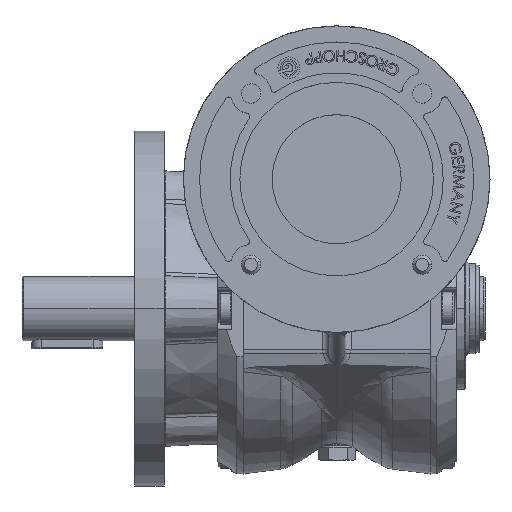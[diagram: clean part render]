
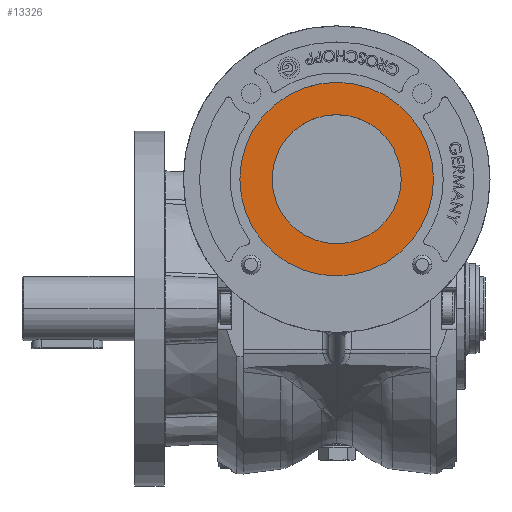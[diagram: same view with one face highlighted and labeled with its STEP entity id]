
A CAD part, top view. The second image highlights one B-rep face of the part: STEP entity #13326.
In plain terms, the highlighted planar face has unit normal (0, 0, 1).
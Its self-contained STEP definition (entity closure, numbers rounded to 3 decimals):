
#2705 = VERTEX_POINT ( 'NONE', #25111 ) ;
#3530 = DIRECTION ( 'NONE',  ( 1., 0., 0. ) ) ;
#4954 = AXIS2_PLACEMENT_3D ( 'NONE', #19071, #19011, #3530 ) ;
#5638 = VERTEX_POINT ( 'NONE', #27332 ) ;
#5902 = VERTEX_POINT ( 'NONE', #47282 ) ;
#5996 = EDGE_CURVE ( 'Defeature ausgef�hrt5_892+Defeature ausgef�hrt5_893+Defeature ausgef�hrt5_893+Defeature ausgef�hrt5_893', #38614, #2705, #6703, .T. ) ;
#6333 = AXIS2_PLACEMENT_3D ( 'NONE', #34383, #11140, #38304 ) ;
#6703 = CIRCLE ( 'NONE', #4954, 30. ) ;
#11140 = DIRECTION ( 'NONE',  ( 0., 0., 1. ) ) ;
#13326 = ADVANCED_FACE ( 'Defeature ausgef�hrt5_892', ( #42763, #44092 ), #14652, .T. ) ;
#14412 = DIRECTION ( 'NONE',  ( 1., 0., 0. ) ) ;
#14462 = DIRECTION ( 'NONE',  ( 0., 0., 1. ) ) ;
#14471 = CARTESIAN_POINT ( 'NONE',  ( 0., 40., 64.1 ) ) ;
#14652 = PLANE ( 'NONE',  #44840 ) ;
#15434 = CARTESIAN_POINT ( 'NONE',  ( 30., 40., 64.1 ) ) ;
#16436 = CIRCLE ( 'NONE', #22238, 20. ) ;
#17003 = DIRECTION ( 'NONE',  ( 1., 0., 0. ) ) ;
#17846 = EDGE_CURVE ( 'Defeature ausgef�hrt5_891+Defeature ausgef�hrt5_892+Defeature ausgef�hrt5_892+Defeature ausgef�hrt5_892', #5902, #5638, #22637, .T. ) ;
#18135 = EDGE_CURVE ( 'Defeature ausgef�hrt5_891+Defeature ausgef�hrt5_892+Defeature ausgef�hrt5_892+Defeature ausgef�hrt5_892', #5638, #5902, #16436, .T. ) ;
#19011 = DIRECTION ( 'NONE',  ( 0., 0., 1. ) ) ;
#19071 = CARTESIAN_POINT ( 'NONE',  ( 0., 40., 64.1 ) ) ;
#20667 = AXIS2_PLACEMENT_3D ( 'NONE', #25343, #25302, #25239 ) ;
#22238 = AXIS2_PLACEMENT_3D ( 'NONE', #32584, #32524, #17003 ) ;
#22637 = CIRCLE ( 'NONE', #20667, 20. ) ;
#25111 = CARTESIAN_POINT ( 'NONE',  ( -30., 40., 64.1 ) ) ;
#25239 = DIRECTION ( 'NONE',  ( 1., 0., 0. ) ) ;
#25302 = DIRECTION ( 'NONE',  ( 0., 0., 1. ) ) ;
#25343 = CARTESIAN_POINT ( 'NONE',  ( 0., 40., 64.1 ) ) ;
#26501 = EDGE_LOOP ( 'NONE', ( #42875, #43482 ) ) ;
#27332 = CARTESIAN_POINT ( 'NONE',  ( -20., 40., 64.1 ) ) ;
#28402 = EDGE_LOOP ( 'NONE', ( #31248, #38545 ) ) ;
#31248 = ORIENTED_EDGE ( 'NONE', *, *, #17846, .F. ) ;
#32160 = CIRCLE ( 'NONE', #6333, 30. ) ;
#32524 = DIRECTION ( 'NONE',  ( 0., 0., 1. ) ) ;
#32584 = CARTESIAN_POINT ( 'NONE',  ( 0., 40., 64.1 ) ) ;
#34383 = CARTESIAN_POINT ( 'NONE',  ( 0., 40., 64.1 ) ) ;
#36839 = EDGE_CURVE ( 'Defeature ausgef�hrt5_892+Defeature ausgef�hrt5_893+Defeature ausgef�hrt5_893+Defeature ausgef�hrt5_893', #2705, #38614, #32160, .T. ) ;
#38304 = DIRECTION ( 'NONE',  ( 1., 0., 0. ) ) ;
#38545 = ORIENTED_EDGE ( 'NONE', *, *, #18135, .F. ) ;
#38614 = VERTEX_POINT ( 'NONE', #15434 ) ;
#42763 = FACE_BOUND ( 'NONE', #28402, .T. ) ;
#42875 = ORIENTED_EDGE ( 'NONE', *, *, #5996, .T. ) ;
#43482 = ORIENTED_EDGE ( 'NONE', *, *, #36839, .T. ) ;
#44092 = FACE_OUTER_BOUND ( 'NONE', #26501, .T. ) ;
#44840 = AXIS2_PLACEMENT_3D ( 'NONE', #14471, #14462, #14412 ) ;
#47282 = CARTESIAN_POINT ( 'NONE',  ( 20., 40., 64.1 ) ) ;
